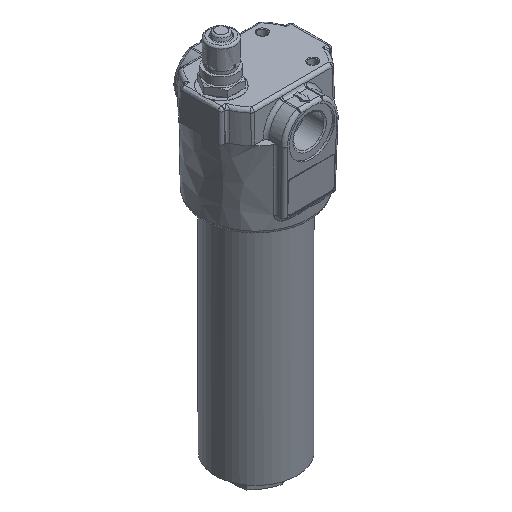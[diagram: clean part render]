
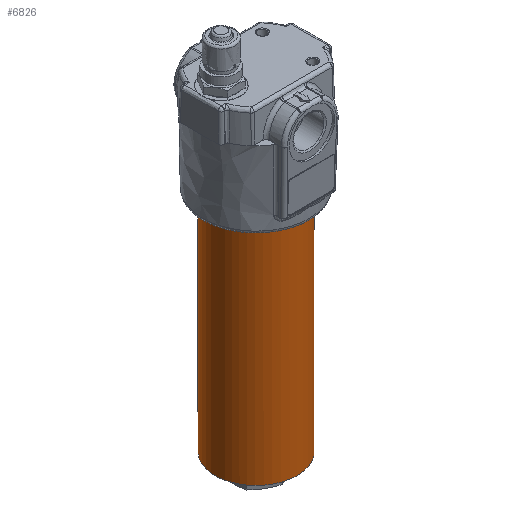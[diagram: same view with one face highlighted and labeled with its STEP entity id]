
A CAD part, isometric view. The second image highlights one B-rep face of the part: STEP entity #6826.
In plain terms, the highlighted free-form (B-spline) face has degree [2, 1] with [7, 2] control points.
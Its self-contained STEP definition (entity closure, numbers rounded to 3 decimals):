
#6739=CARTESIAN_POINT('V2',(0.001,32.5,
   -240.432));
#6740=VERTEX_POINT('V2',#6739);
#6756=CARTESIAN_POINT('E3',(0.001,32.5,
   -240.432));
#6757=CARTESIAN_POINT('E3',(-56.291,32.501,
   -240.432));
#6758=CARTESIAN_POINT('E3',(-28.146,-16.249,
   -240.432));
#6759=CARTESIAN_POINT('E3',(-0.002,-65.,
   -240.432));
#6760=CARTESIAN_POINT('E3',(28.145,-16.251,
   -240.432));
#6761=CARTESIAN_POINT('E3',(56.292,32.499,
   -240.432));
#6762=CARTESIAN_POINT('E3',(0.001,32.5,
   -240.432));
#6770=(BOUNDED_CURVE()B_SPLINE_CURVE(2,(#6756,#6757,#6758,#6759,
   #6760,#6761,#6762),.CIRCULAR_ARC.,.T.,.U.)
   B_SPLINE_CURVE_WITH_KNOTS((3,2,2,3),(0.0,0.574,
   1.148,1.723),.UNSPECIFIED.)CURVE()
   GEOMETRIC_REPRESENTATION_ITEM()RATIONAL_B_SPLINE_CURVE((1.0,
   0.5,1.0,0.5,1.0,0.5,1.0)
   )REPRESENTATION_ITEM('E3'));
#6771=EDGE_CURVE('E3',#6740,#6740,#6770,.T.);
#6776=CARTESIAN_POINT('F1',(0.001,32.5,
   -240.432));
#6777=CARTESIAN_POINT('F1',(-56.291,32.501,
   -240.432));
#6778=CARTESIAN_POINT('F1',(-28.146,-16.249,
   -240.432));
#6779=CARTESIAN_POINT('F1',(-0.002,-65.,
   -240.432));
#6780=CARTESIAN_POINT('F1',(28.145,-16.251,
   -240.432));
#6781=CARTESIAN_POINT('F1',(56.292,32.499,
   -240.432));
#6782=CARTESIAN_POINT('F1',(0.001,32.5,
   -240.432));
#6783=CARTESIAN_POINT('F1',(0.001,32.5,
   -44.373));
#6784=CARTESIAN_POINT('F1',(-56.291,32.502,
   -44.373));
#6785=CARTESIAN_POINT('F1',(-28.146,-16.249,
   -44.373));
#6786=CARTESIAN_POINT('F1',(-0.002,-65.,
   -44.373));
#6787=CARTESIAN_POINT('F1',(28.145,-16.251,
   -44.373));
#6788=CARTESIAN_POINT('F1',(56.292,32.499,
   -44.373));
#6789=CARTESIAN_POINT('F1',(0.001,32.5,
   -44.373));
#6797=(BOUNDED_SURFACE()B_SPLINE_SURFACE(2,1,((#6776,#6783),(
   #6777,#6784),(#6778,#6785),(#6779,#6786),(#6780,#6787),(
   #6781,#6788),(#6782,#6789)),.CYLINDRICAL_SURF.,.T.,.F.,.U.)
   B_SPLINE_SURFACE_WITH_KNOTS((3,2,2,3),(2,2),(0.0,
   0.574,1.148,1.723),(0.0,1.0),
   .UNSPECIFIED.)GEOMETRIC_REPRESENTATION_ITEM()
   RATIONAL_B_SPLINE_SURFACE(((1.0,1.0),(0.5,
   0.5),(1.0,1.0),(0.5,
   0.5),(1.0,1.0),(0.5,
   0.5),(1.0,1.0)))REPRESENTATION_ITEM('F1')SURFACE()
   );
#6798=CARTESIAN_POINT('V1',(0.001,32.5,
   -60.325));
#6799=VERTEX_POINT('V1',#6798);
#6800=CARTESIAN_POINT('E1',(0.001,32.5,
   -60.325));
#6801=CARTESIAN_POINT('E1',(56.292,32.499,
   -60.325));
#6802=CARTESIAN_POINT('E1',(28.145,-16.251,
   -60.325));
#6803=CARTESIAN_POINT('E1',(-0.002,-65.,
   -60.325));
#6804=CARTESIAN_POINT('E1',(-28.146,-16.249,
   -60.325));
#6805=CARTESIAN_POINT('E1',(-56.291,32.501,
   -60.325));
#6806=CARTESIAN_POINT('E1',(0.001,32.5,
   -60.325));
#6814=(BOUNDED_CURVE()B_SPLINE_CURVE(2,(#6800,#6801,#6802,#6803,
   #6804,#6805,#6806),.CIRCULAR_ARC.,.T.,.U.)
   B_SPLINE_CURVE_WITH_KNOTS((3,2,2,3),(0.0,0.333,
   0.667,1.0),.UNSPECIFIED.)CURVE()
   GEOMETRIC_REPRESENTATION_ITEM()RATIONAL_B_SPLINE_CURVE((1.0,
   0.5,1.0,0.5,1.0,0.5,1.0)
   )REPRESENTATION_ITEM('E1'));
#6815=EDGE_CURVE('E1',#6799,#6799,#6814,.T.);
#6816=ORIENTED_EDGE('E1',*,*,#6815,.T.);
#6817=CARTESIAN_POINT('E2',(0.001,32.5,
   -60.325));
#6818=CARTESIAN_POINT('E2',(0.001,32.5,
   -240.432));
#6819=B_SPLINE_CURVE_WITH_KNOTS('E2',1,(#6817,#6818),.POLYLINE_FORM.,
   .F.,.U.,(2,2),(0.081,1.),
   .UNSPECIFIED.);
#6820=EDGE_CURVE('E2',#6799,#6740,#6819,.T.);
#6821=ORIENTED_EDGE('E2',*,*,#6820,.T.);
#6822=ORIENTED_EDGE('F15',*,*,#6771,.T.);
#6823=ORIENTED_EDGE('E2',*,*,#6820,.F.);
#6824=EDGE_LOOP('F1',(#6816,#6821,#6822,#6823));
#6825=FACE_OUTER_BOUND('F1',#6824,.T.);
#6826=ADVANCED_FACE('F1',(#6825),#6797,.T.);
